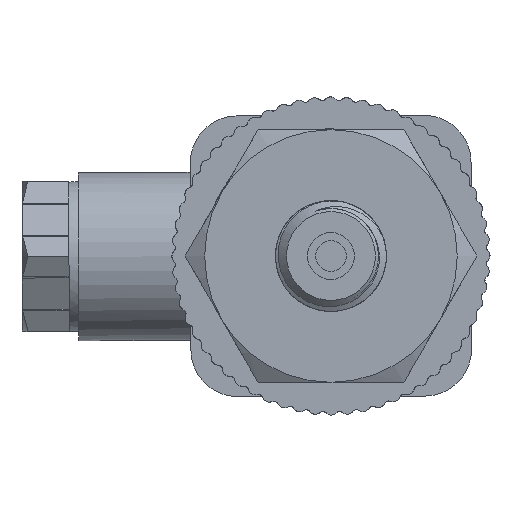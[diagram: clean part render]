
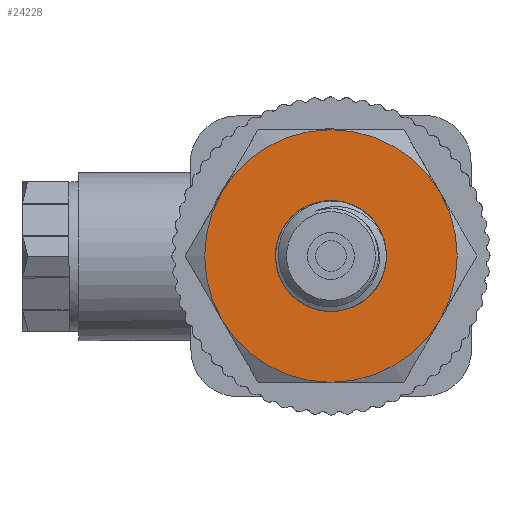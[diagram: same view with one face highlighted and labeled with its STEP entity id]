
A CAD part, left-side view. The second image highlights one B-rep face of the part: STEP entity #24228.
In plain terms, the highlighted planar face has unit normal (-1, 0, 0).
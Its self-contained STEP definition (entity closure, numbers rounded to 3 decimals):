
#296=PLANE('',#25528);
#1490=FACE_BOUND('',#3293,.T.);
#1926=FACE_OUTER_BOUND('',#3292,.T.);
#3292=EDGE_LOOP('',(#17994));
#3293=EDGE_LOOP('',(#17995));
#4525=CIRCLE('',#25511,5.9);
#4532=CIRCLE('',#25526,13.5);
#10601=VERTEX_POINT('',#43893);
#10606=VERTEX_POINT('',#44605);
#13376=EDGE_CURVE('',#10601,#10601,#4525,.T.);
#13388=EDGE_CURVE('',#10606,#10606,#4532,.T.);
#17994=ORIENTED_EDGE('',*,*,#13388,.F.);
#17995=ORIENTED_EDGE('',*,*,#13376,.T.);
#24228=ADVANCED_FACE('',(#1926,#1490),#296,.T.);
#25511=AXIS2_PLACEMENT_3D('',#43894,#27462,#27463);
#25526=AXIS2_PLACEMENT_3D('',#44607,#27496,#27497);
#25528=AXIS2_PLACEMENT_3D('',#44609,#27500,#27501);
#27462=DIRECTION('center_axis',(1.,0.,0.));
#27463=DIRECTION('ref_axis',(0.,0.,-1.));
#27496=DIRECTION('center_axis',(1.,0.,0.));
#27497=DIRECTION('ref_axis',(0.,0.,-1.));
#27500=DIRECTION('center_axis',(-1.,0.,0.));
#27501=DIRECTION('ref_axis',(0.,0.,1.));
#43893=CARTESIAN_POINT('',(-47.,0.,5.9));
#43894=CARTESIAN_POINT('Origin',(-47.,0.,0.));
#44605=CARTESIAN_POINT('',(-47.,-13.5,0.));
#44607=CARTESIAN_POINT('Origin',(-47.,0.,0.));
#44609=CARTESIAN_POINT('Origin',(-47.,13.5,0.));
